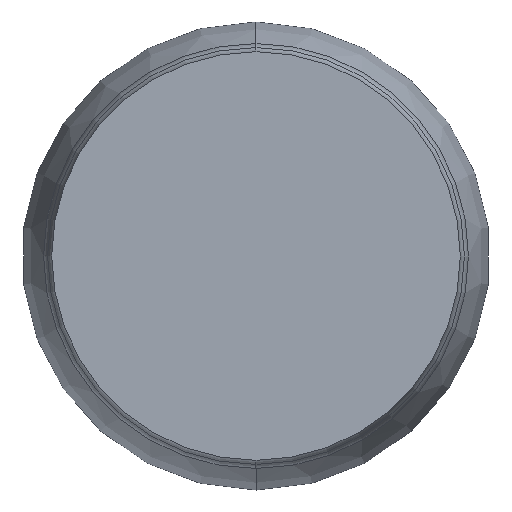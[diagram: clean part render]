
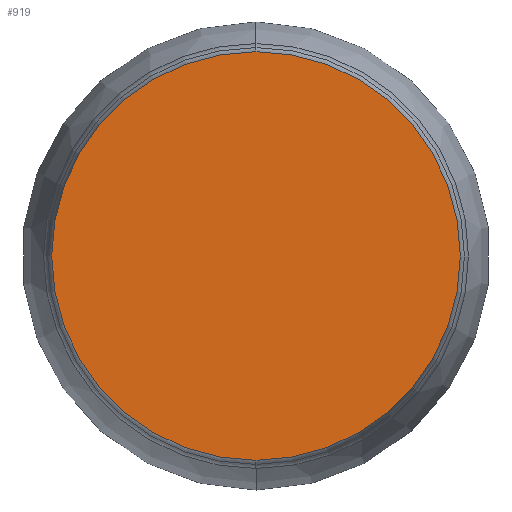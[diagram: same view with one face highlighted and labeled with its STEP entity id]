
A CAD part, left-side view. The second image highlights one B-rep face of the part: STEP entity #919.
In plain terms, the highlighted planar face has unit normal (-1, 0, 0).
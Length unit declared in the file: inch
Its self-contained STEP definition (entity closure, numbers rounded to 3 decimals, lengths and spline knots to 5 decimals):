
#15 = VERTEX_POINT ( 'NONE', #24 ) ;
#24 = CARTESIAN_POINT ( 'NONE',  ( 0., 0., 0.025 ) ) ;
#37 = EDGE_LOOP ( 'NONE', ( #391, #392 ) ) ;
#133 = VERTEX_POINT ( 'NONE', #631 ) ;
#148 = DIRECTION ( 'NONE',  ( 0., 0., -1. ) ) ;
#149 = DIRECTION ( 'NONE',  ( 1., 0., 0. ) ) ;
#151 = FACE_OUTER_BOUND ( 'NONE', #37, .T. ) ;
#156 = CARTESIAN_POINT ( 'NONE',  ( 0., -0.025, 0. ) ) ;
#158 = PLANE ( 'NONE',  #671 ) ;
#391 = ORIENTED_EDGE ( 'NONE', *, *, #858, .F. ) ;
#392 = ORIENTED_EDGE ( 'NONE', *, *, #837, .F. ) ;
#487 = DIRECTION ( 'NONE',  ( 0., 0., -1. ) ) ;
#488 = DIRECTION ( 'NONE',  ( 1., 0., 0. ) ) ;
#489 = CARTESIAN_POINT ( 'NONE',  ( 0., 0., 0. ) ) ;
#572 = DIRECTION ( 'NONE',  ( 0., 0., -1. ) ) ;
#573 = DIRECTION ( 'NONE',  ( 1., 0., 0. ) ) ;
#574 = CARTESIAN_POINT ( 'NONE',  ( 0., 0., 0. ) ) ;
#631 = CARTESIAN_POINT ( 'NONE',  ( 0., 0., -0.025 ) ) ;
#667 = CIRCLE ( 'NONE', #803, 0.025 ) ;
#671 = AXIS2_PLACEMENT_3D ( 'NONE', #156, #149, #148 ) ;
#771 = AXIS2_PLACEMENT_3D ( 'NONE', #489, #488, #487 ) ;
#776 = CIRCLE ( 'NONE', #771, 0.025 ) ;
#803 = AXIS2_PLACEMENT_3D ( 'NONE', #574, #573, #572 ) ;
#837 = EDGE_CURVE ( 'NONE', #15, #133, #667, .T. ) ;
#858 = EDGE_CURVE ( 'NONE', #133, #15, #776, .T. ) ;
#919 = ADVANCED_FACE ( 'NONE', ( #151 ), #158, .F. ) ;
